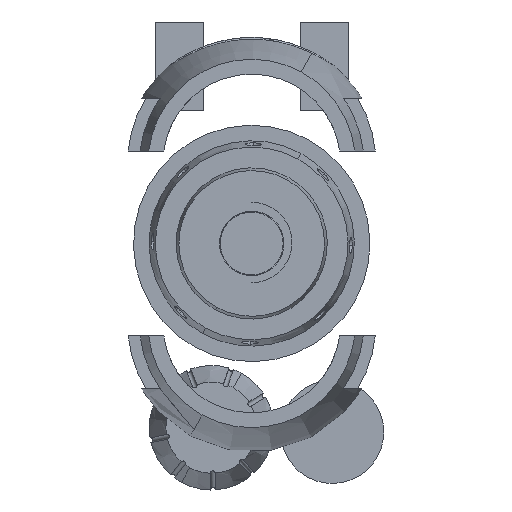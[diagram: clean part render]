
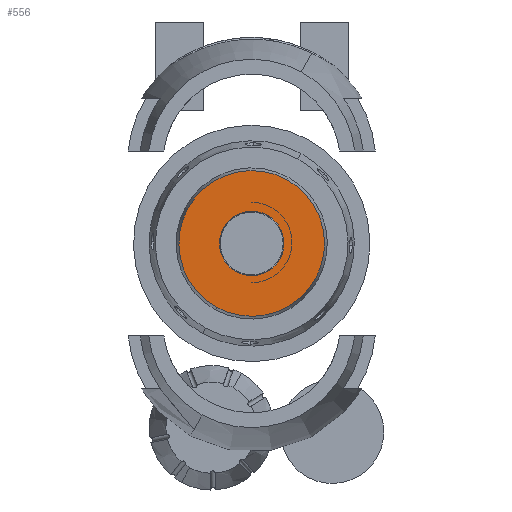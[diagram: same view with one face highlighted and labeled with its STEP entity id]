
A CAD part, front view. The second image highlights one B-rep face of the part: STEP entity #556.
In plain terms, the highlighted planar face has unit normal (0, -1, 0).
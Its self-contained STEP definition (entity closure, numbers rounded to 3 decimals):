
#206=CARTESIAN_POINT('Vertex',(0.959,4.058,6.655)) ;
#209=CARTESIAN_POINT('Axis2P3D Location',(0.,4.058,4.9)) ;
#213=CARTESIAN_POINT('Vertex',(2.,4.058,4.9)) ;
#459=CARTESIAN_POINT('Axis2P3D Location',(0.,4.058,4.9)) ;
#529=CARTESIAN_POINT('Axis2P3D Location',(0.,4.058,9.423)) ;
#534=CARTESIAN_POINT('Axis2P3D Location',(0.,4.058,4.9)) ;
#538=CARTESIAN_POINT('Vertex',(2.168,4.058,8.869)) ;
#540=CARTESIAN_POINT('Vertex',(-2.168,4.058,0.931)) ;
#543=CARTESIAN_POINT('Axis2P3D Location',(0.,4.058,4.9)) ;
#210=DIRECTION('Axis2P3D Direction',(0.,1.,0.)) ;
#460=DIRECTION('Axis2P3D Direction',(0.,1.,0.)) ;
#530=DIRECTION('Axis2P3D Direction',(-0.,1.,0.)) ;
#531=DIRECTION('Axis2P3D XDirection',(1.,0.,0.)) ;
#535=DIRECTION('Axis2P3D Direction',(-0.,1.,0.)) ;
#544=DIRECTION('Axis2P3D Direction',(-0.,1.,0.)) ;
#211=AXIS2_PLACEMENT_3D('Circle Axis2P3D',#209,#210,$) ;
#461=AXIS2_PLACEMENT_3D('Circle Axis2P3D',#459,#460,$) ;
#532=AXIS2_PLACEMENT_3D('Plane Axis2P3D',#529,#530,#531) ;
#536=AXIS2_PLACEMENT_3D('Circle Axis2P3D',#534,#535,$) ;
#545=AXIS2_PLACEMENT_3D('Circle Axis2P3D',#543,#544,$) ;
#549=ORIENTED_EDGE('',*,*,#542,.F.) ;
#550=ORIENTED_EDGE('',*,*,#547,.F.) ;
#553=ORIENTED_EDGE('',*,*,#215,.F.) ;
#554=ORIENTED_EDGE('',*,*,#463,.F.) ;
#555=FACE_BOUND('',#552,.T.) ;
#556=ADVANCED_FACE('PartBody',(#551,#555),#533,.F.) ;
#212=CIRCLE('generated circle',#211,2.) ;
#462=CIRCLE('generated circle',#461,2.) ;
#537=CIRCLE('generated circle',#536,4.523) ;
#546=CIRCLE('generated circle',#545,4.523) ;
#215=EDGE_CURVE('',#207,#214,#212,.F.) ;
#463=EDGE_CURVE('',#214,#207,#462,.F.) ;
#542=EDGE_CURVE('',#539,#541,#537,.T.) ;
#547=EDGE_CURVE('',#541,#539,#546,.T.) ;
#548=EDGE_LOOP('',(#549,#550)) ;
#552=EDGE_LOOP('',(#553,#554)) ;
#551=FACE_OUTER_BOUND('',#548,.T.) ;
#533=PLANE('Plane',#532) ;
#207=VERTEX_POINT('',#206) ;
#214=VERTEX_POINT('',#213) ;
#539=VERTEX_POINT('',#538) ;
#541=VERTEX_POINT('',#540) ;
